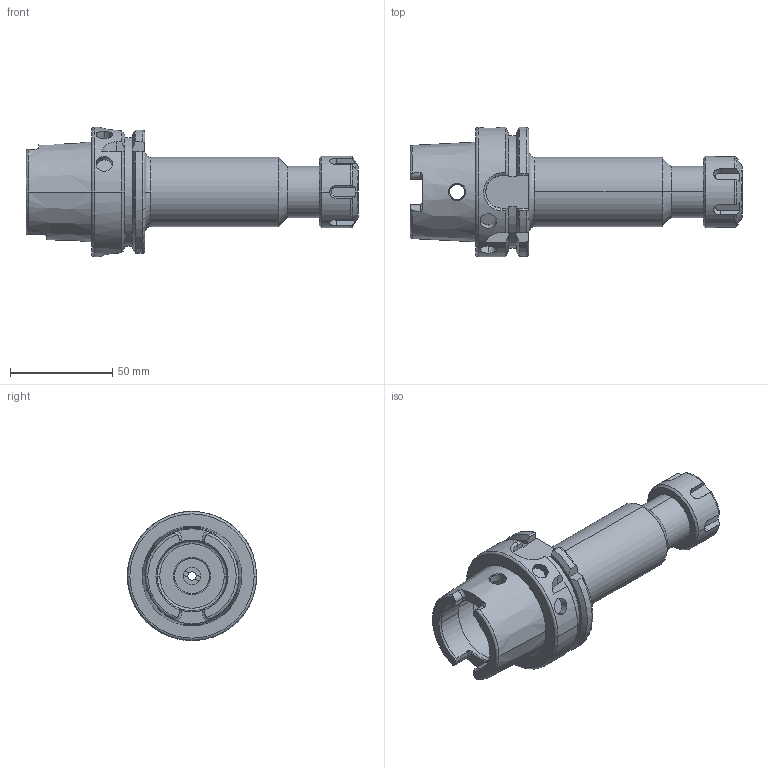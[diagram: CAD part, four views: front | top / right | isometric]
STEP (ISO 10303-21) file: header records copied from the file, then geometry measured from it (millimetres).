
FILE_DESCRIPTION (( 'STEP AP203' ), '1' );
FILE_NAME ('9163A-ER820130.STEP', '2022-06-21T13:02:15', ( '' ), ( '' ), 'SwSTEP 2.0', 'SolidWorks 2018', '' );
FILE_SCHEMA (( 'CONFIG_CONTROL_DESIGN' ));
Length unit declared in the file: millimetre
Products named in the file (5): NUTER20; SCWM14X1.5; HSKA63CCHER20130WW; 9163A-ER820130
Assembly tree (4 placements, depth 3):
  9163A-ER820130
    HSKA63CCHER20130WW
      HSKA63CCHER20130WW
      NUTER20
      SCWM14X1.5
Bounding box: 162 x 63 x 63 mm (x, y, z)
Volume: 154025.9 mm3; surface area: 41000.6 mm2
Topology: 3 solids, 3 shells, 254 faces, 659 edges, 416 vertices
Faces by surface type: plane 91, cylinder 67, cone 51, torus 31, bspline 14
Entity records: 10048 total; most frequent: CARTESIAN_POINT 3474, ORIENTED_EDGE 1314, DIRECTION 1230, EDGE_CURVE 657, AXIS2_PLACEMENT_3D 491, VERTEX_POINT 416, EDGE_LOOP 271, FACE_OUTER_BOUND 254
